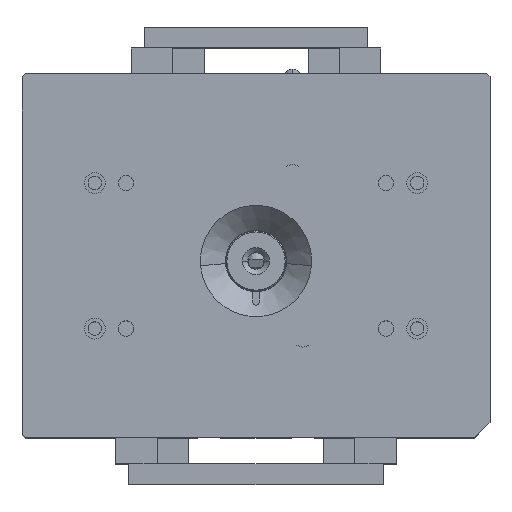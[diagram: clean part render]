
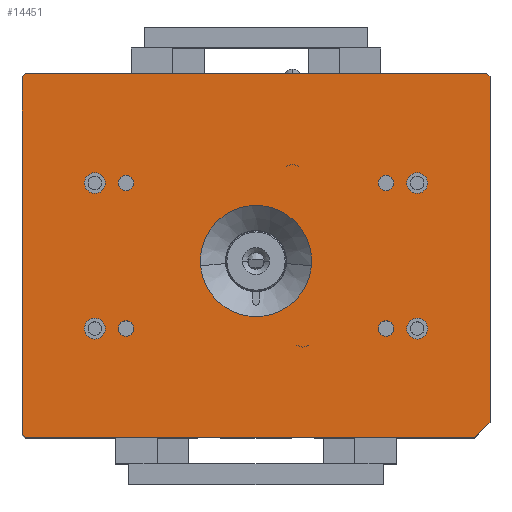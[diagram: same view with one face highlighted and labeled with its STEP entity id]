
A CAD part, top view. The second image highlights one B-rep face of the part: STEP entity #14451.
In plain terms, the highlighted planar face has unit normal (0, 0, 1).
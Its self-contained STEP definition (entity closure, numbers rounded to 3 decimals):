
#12832=DIRECTION('',(0.,1.,0.));
#12833=VECTOR('',#12832,332.);
#12834=CARTESIAN_POINT('',(225.,-160.,90.5));
#12835=LINE('',#12834,#12833);
#12836=DIRECTION('',(0.707,0.707,0.));
#12837=VECTOR('',#12836,21.213);
#12838=CARTESIAN_POINT('',(210.,-175.,90.5));
#12839=LINE('',#12838,#12837);
#12840=DIRECTION('',(1.,0.,0.));
#12841=VECTOR('',#12840,432.);
#12842=CARTESIAN_POINT('',(-222.,-175.,90.5));
#12843=LINE('',#12842,#12841);
#12844=DIRECTION('',(0.707,-0.707,0.));
#12845=VECTOR('',#12844,4.243);
#12846=CARTESIAN_POINT('',(-225.,-172.,90.5));
#12847=LINE('',#12846,#12845);
#12848=DIRECTION('',(0.,-1.,0.));
#12849=VECTOR('',#12848,344.);
#12850=CARTESIAN_POINT('',(-225.,172.,90.5));
#12851=LINE('',#12850,#12849);
#12852=DIRECTION('',(-0.707,-0.707,0.));
#12853=VECTOR('',#12852,4.243);
#12854=CARTESIAN_POINT('',(-222.,175.,90.5));
#12855=LINE('',#12854,#12853);
#12856=DIRECTION('',(-1.,0.,0.));
#12857=VECTOR('',#12856,444.);
#12858=CARTESIAN_POINT('',(222.,175.,90.5));
#12859=LINE('',#12858,#12857);
#12860=DIRECTION('',(-0.707,0.707,0.));
#12861=VECTOR('',#12860,4.243);
#12862=CARTESIAN_POINT('',(225.,172.,90.5));
#12863=LINE('',#12862,#12861);
#12864=CARTESIAN_POINT('',(0.,-5.,90.5));
#12865=DIRECTION('',(0.,0.,1.));
#12866=DIRECTION('',(-0.996,-0.085,0.));
#12867=AXIS2_PLACEMENT_3D('',#12864,#12865,#12866);
#12869=CARTESIAN_POINT('',(0.,-5.,90.5));
#12870=DIRECTION('',(0.,0.,1.));
#12871=DIRECTION('',(0.996,-0.085,0.));
#12872=AXIS2_PLACEMENT_3D('',#12869,#12870,#12871);
#12874=CARTESIAN_POINT('',(125.,70.,90.5));
#12875=DIRECTION('',(0.,0.,-1.));
#12876=DIRECTION('',(-1.,0.,0.));
#12877=AXIS2_PLACEMENT_3D('',#12874,#12875,#12876);
#12879=CARTESIAN_POINT('',(125.,70.,90.5));
#12880=DIRECTION('',(0.,0.,-1.));
#12881=DIRECTION('',(1.,0.,0.));
#12882=AXIS2_PLACEMENT_3D('',#12879,#12880,#12881);
#12884=CARTESIAN_POINT('',(125.,-70.,90.5));
#12885=DIRECTION('',(0.,0.,-1.));
#12886=DIRECTION('',(-1.,0.,0.));
#12887=AXIS2_PLACEMENT_3D('',#12884,#12885,#12886);
#12889=CARTESIAN_POINT('',(125.,-70.,90.5));
#12890=DIRECTION('',(0.,0.,-1.));
#12891=DIRECTION('',(1.,0.,0.));
#12892=AXIS2_PLACEMENT_3D('',#12889,#12890,#12891);
#12894=CARTESIAN_POINT('',(-125.,70.,90.5));
#12895=DIRECTION('',(0.,0.,-1.));
#12896=DIRECTION('',(-1.,0.,0.));
#12897=AXIS2_PLACEMENT_3D('',#12894,#12895,#12896);
#12899=CARTESIAN_POINT('',(-125.,70.,90.5));
#12900=DIRECTION('',(0.,0.,-1.));
#12901=DIRECTION('',(1.,0.,0.));
#12902=AXIS2_PLACEMENT_3D('',#12899,#12900,#12901);
#12904=CARTESIAN_POINT('',(-125.,-70.,90.5));
#12905=DIRECTION('',(0.,0.,-1.));
#12906=DIRECTION('',(-1.,0.,0.));
#12907=AXIS2_PLACEMENT_3D('',#12904,#12905,#12906);
#12909=CARTESIAN_POINT('',(-125.,-70.,90.5));
#12910=DIRECTION('',(0.,0.,-1.));
#12911=DIRECTION('',(1.,0.,0.));
#12912=AXIS2_PLACEMENT_3D('',#12909,#12910,#12911);
#12914=CARTESIAN_POINT('',(155.,70.,90.5));
#12915=DIRECTION('',(0.,0.,1.));
#12916=DIRECTION('',(1.,0.,0.));
#12917=AXIS2_PLACEMENT_3D('',#12914,#12915,#12916);
#12919=CARTESIAN_POINT('',(155.,70.,90.5));
#12920=DIRECTION('',(0.,0.,1.));
#12921=DIRECTION('',(-1.,0.,0.));
#12922=AXIS2_PLACEMENT_3D('',#12919,#12920,#12921);
#12924=CARTESIAN_POINT('',(155.,-70.,90.5));
#12925=DIRECTION('',(0.,0.,1.));
#12926=DIRECTION('',(1.,0.,0.));
#12927=AXIS2_PLACEMENT_3D('',#12924,#12925,#12926);
#12929=CARTESIAN_POINT('',(155.,-70.,90.5));
#12930=DIRECTION('',(0.,0.,1.));
#12931=DIRECTION('',(-1.,0.,0.));
#12932=AXIS2_PLACEMENT_3D('',#12929,#12930,#12931);
#12934=CARTESIAN_POINT('',(-155.,70.,90.5));
#12935=DIRECTION('',(0.,0.,1.));
#12936=DIRECTION('',(1.,0.,0.));
#12937=AXIS2_PLACEMENT_3D('',#12934,#12935,#12936);
#12939=CARTESIAN_POINT('',(-155.,70.,90.5));
#12940=DIRECTION('',(0.,0.,1.));
#12941=DIRECTION('',(-1.,0.,0.));
#12942=AXIS2_PLACEMENT_3D('',#12939,#12940,#12941);
#12944=CARTESIAN_POINT('',(-155.,-70.,90.5));
#12945=DIRECTION('',(0.,0.,1.));
#12946=DIRECTION('',(1.,0.,0.));
#12947=AXIS2_PLACEMENT_3D('',#12944,#12945,#12946);
#12949=CARTESIAN_POINT('',(-155.,-70.,90.5));
#12950=DIRECTION('',(0.,0.,1.));
#12951=DIRECTION('',(-1.,0.,0.));
#12952=AXIS2_PLACEMENT_3D('',#12949,#12950,#12951);
#13311=CARTESIAN_POINT('',(225.,-160.,90.5));
#13312=CARTESIAN_POINT('',(225.,172.,90.5));
#13313=VERTEX_POINT('',#13311);
#13314=VERTEX_POINT('',#13312);
#13315=CARTESIAN_POINT('',(222.,175.,90.5));
#13316=VERTEX_POINT('',#13315);
#13317=CARTESIAN_POINT('',(-222.,175.,90.5));
#13318=VERTEX_POINT('',#13317);
#13319=CARTESIAN_POINT('',(-225.,172.,90.5));
#13320=VERTEX_POINT('',#13319);
#13321=CARTESIAN_POINT('',(-225.,-172.,90.5));
#13322=VERTEX_POINT('',#13321);
#13323=CARTESIAN_POINT('',(-222.,-175.,90.5));
#13324=VERTEX_POINT('',#13323);
#13325=CARTESIAN_POINT('',(210.,-175.,90.5));
#13326=VERTEX_POINT('',#13325);
#13469=CARTESIAN_POINT('',(-53.308,-9.534,90.5));
#13470=CARTESIAN_POINT('',(53.308,-9.534,90.5));
#13471=VERTEX_POINT('',#13469);
#13472=VERTEX_POINT('',#13470);
#13513=CARTESIAN_POINT('',(117.5,70.,90.5));
#13514=CARTESIAN_POINT('',(132.5,70.,90.5));
#13515=VERTEX_POINT('',#13513);
#13516=VERTEX_POINT('',#13514);
#13517=CARTESIAN_POINT('',(117.5,-70.,90.5));
#13518=CARTESIAN_POINT('',(132.5,-70.,90.5));
#13519=VERTEX_POINT('',#13517);
#13520=VERTEX_POINT('',#13518);
#13521=CARTESIAN_POINT('',(-132.5,70.,90.5));
#13522=CARTESIAN_POINT('',(-117.5,70.,90.5));
#13523=VERTEX_POINT('',#13521);
#13524=VERTEX_POINT('',#13522);
#13525=CARTESIAN_POINT('',(-132.5,-70.,90.5));
#13526=CARTESIAN_POINT('',(-117.5,-70.,90.5));
#13527=VERTEX_POINT('',#13525);
#13528=VERTEX_POINT('',#13526);
#13577=CARTESIAN_POINT('',(165.,70.,90.5));
#13578=CARTESIAN_POINT('',(145.,70.,90.5));
#13579=VERTEX_POINT('',#13577);
#13580=VERTEX_POINT('',#13578);
#13581=CARTESIAN_POINT('',(165.,-70.,90.5));
#13582=CARTESIAN_POINT('',(145.,-70.,90.5));
#13583=VERTEX_POINT('',#13581);
#13584=VERTEX_POINT('',#13582);
#13585=CARTESIAN_POINT('',(-145.,70.,90.5));
#13586=CARTESIAN_POINT('',(-165.,70.,90.5));
#13587=VERTEX_POINT('',#13585);
#13588=VERTEX_POINT('',#13586);
#13589=CARTESIAN_POINT('',(-145.,-70.,90.5));
#13590=CARTESIAN_POINT('',(-165.,-70.,90.5));
#13591=VERTEX_POINT('',#13589);
#13592=VERTEX_POINT('',#13590);
#14381=CARTESIAN_POINT('',(0.,0.,90.5));
#14382=DIRECTION('',(0.,0.,1.));
#14383=DIRECTION('',(1.,0.,0.));
#14384=AXIS2_PLACEMENT_3D('',#14381,#14382,#14383);
#14385=PLANE('',#14384);
#14387=ORIENTED_EDGE('',*,*,#14386,.F.);
#14389=ORIENTED_EDGE('',*,*,#14388,.F.);
#14390=ORIENTED_EDGE('',*,*,#14194,.F.);
#14391=ORIENTED_EDGE('',*,*,#14348,.F.);
#14392=ORIENTED_EDGE('',*,*,#14321,.F.);
#14393=ORIENTED_EDGE('',*,*,#14293,.F.);
#14394=ORIENTED_EDGE('',*,*,#14261,.F.);
#14396=ORIENTED_EDGE('',*,*,#14395,.F.);
#14397=EDGE_LOOP('',(#14387,#14389,#14390,#14391,#14392,#14393,#14394,#14396));
#14398=FACE_OUTER_BOUND('',#14397,.F.);
#14399=ORIENTED_EDGE('',*,*,#14082,.T.);
#14400=ORIENTED_EDGE('',*,*,#14057,.T.);
#14401=EDGE_LOOP('',(#14399,#14400));
#14402=FACE_BOUND('',#14401,.F.);
#14404=ORIENTED_EDGE('',*,*,#14403,.F.);
#14406=ORIENTED_EDGE('',*,*,#14405,.F.);
#14407=EDGE_LOOP('',(#14404,#14406));
#14408=FACE_BOUND('',#14407,.F.);
#14410=ORIENTED_EDGE('',*,*,#14409,.F.);
#14412=ORIENTED_EDGE('',*,*,#14411,.F.);
#14413=EDGE_LOOP('',(#14410,#14412));
#14414=FACE_BOUND('',#14413,.F.);
#14416=ORIENTED_EDGE('',*,*,#14415,.F.);
#14418=ORIENTED_EDGE('',*,*,#14417,.F.);
#14419=EDGE_LOOP('',(#14416,#14418));
#14420=FACE_BOUND('',#14419,.F.);
#14422=ORIENTED_EDGE('',*,*,#14421,.F.);
#14424=ORIENTED_EDGE('',*,*,#14423,.F.);
#14425=EDGE_LOOP('',(#14422,#14424));
#14426=FACE_BOUND('',#14425,.F.);
#14428=ORIENTED_EDGE('',*,*,#14427,.T.);
#14430=ORIENTED_EDGE('',*,*,#14429,.T.);
#14431=EDGE_LOOP('',(#14428,#14430));
#14432=FACE_BOUND('',#14431,.F.);
#14434=ORIENTED_EDGE('',*,*,#14433,.T.);
#14436=ORIENTED_EDGE('',*,*,#14435,.T.);
#14437=EDGE_LOOP('',(#14434,#14436));
#14438=FACE_BOUND('',#14437,.F.);
#14440=ORIENTED_EDGE('',*,*,#14439,.T.);
#14442=ORIENTED_EDGE('',*,*,#14441,.T.);
#14443=EDGE_LOOP('',(#14440,#14442));
#14444=FACE_BOUND('',#14443,.F.);
#14446=ORIENTED_EDGE('',*,*,#14445,.T.);
#14448=ORIENTED_EDGE('',*,*,#14447,.T.);
#14449=EDGE_LOOP('',(#14446,#14448));
#14450=FACE_BOUND('',#14449,.F.);
#14451=ADVANCED_FACE('',(#14398,#14402,#14408,#14414,#14420,#14426,#14432,
#14438,#14444,#14450),#14385,.T.);
#12868=CIRCLE('',#12867,53.5);
#12873=CIRCLE('',#12872,53.5);
#12878=CIRCLE('',#12877,7.5);
#12883=CIRCLE('',#12882,7.5);
#12888=CIRCLE('',#12887,7.5);
#12893=CIRCLE('',#12892,7.5);
#12898=CIRCLE('',#12897,7.5);
#12903=CIRCLE('',#12902,7.5);
#12908=CIRCLE('',#12907,7.5);
#12913=CIRCLE('',#12912,7.5);
#12918=CIRCLE('',#12917,10.);
#12923=CIRCLE('',#12922,10.);
#12928=CIRCLE('',#12927,10.);
#12933=CIRCLE('',#12932,10.);
#12938=CIRCLE('',#12937,10.);
#12943=CIRCLE('',#12942,10.);
#12948=CIRCLE('',#12947,10.);
#12953=CIRCLE('',#12952,10.);
#14057=EDGE_CURVE('',#13472,#13471,#12873,.T.);
#14082=EDGE_CURVE('',#13471,#13472,#12868,.T.);
#14194=EDGE_CURVE('',#13324,#13326,#12843,.T.);
#14261=EDGE_CURVE('',#13316,#13318,#12859,.T.);
#14293=EDGE_CURVE('',#13318,#13320,#12855,.T.);
#14321=EDGE_CURVE('',#13320,#13322,#12851,.T.);
#14348=EDGE_CURVE('',#13322,#13324,#12847,.T.);
#14386=EDGE_CURVE('',#13313,#13314,#12835,.T.);
#14388=EDGE_CURVE('',#13326,#13313,#12839,.T.);
#14395=EDGE_CURVE('',#13314,#13316,#12863,.T.);
#14403=EDGE_CURVE('',#13515,#13516,#12878,.T.);
#14405=EDGE_CURVE('',#13516,#13515,#12883,.T.);
#14409=EDGE_CURVE('',#13519,#13520,#12888,.T.);
#14411=EDGE_CURVE('',#13520,#13519,#12893,.T.);
#14415=EDGE_CURVE('',#13523,#13524,#12898,.T.);
#14417=EDGE_CURVE('',#13524,#13523,#12903,.T.);
#14421=EDGE_CURVE('',#13527,#13528,#12908,.T.);
#14423=EDGE_CURVE('',#13528,#13527,#12913,.T.);
#14427=EDGE_CURVE('',#13579,#13580,#12918,.T.);
#14429=EDGE_CURVE('',#13580,#13579,#12923,.T.);
#14433=EDGE_CURVE('',#13583,#13584,#12928,.T.);
#14435=EDGE_CURVE('',#13584,#13583,#12933,.T.);
#14439=EDGE_CURVE('',#13587,#13588,#12938,.T.);
#14441=EDGE_CURVE('',#13588,#13587,#12943,.T.);
#14445=EDGE_CURVE('',#13591,#13592,#12948,.T.);
#14447=EDGE_CURVE('',#13592,#13591,#12953,.T.);
